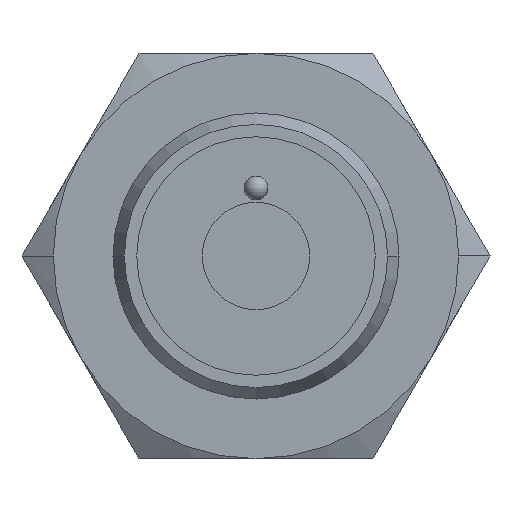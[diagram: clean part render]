
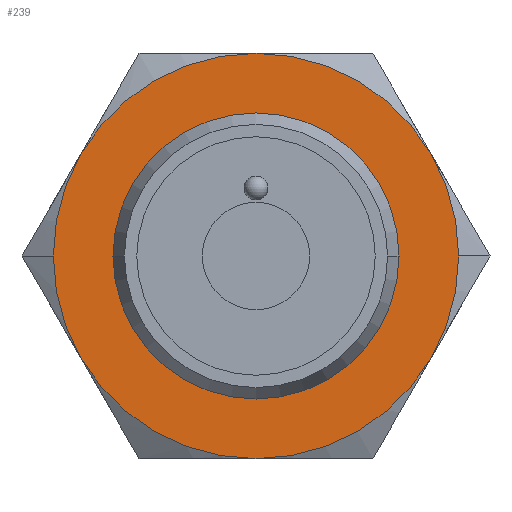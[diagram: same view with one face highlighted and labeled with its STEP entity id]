
A CAD part, front view. The second image highlights one B-rep face of the part: STEP entity #239.
In plain terms, the highlighted planar face has unit normal (0, -1, 0).
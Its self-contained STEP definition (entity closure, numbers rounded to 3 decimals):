
#239=ADVANCED_FACE('',(#389,#390),#391,.T.);
#389=FACE_OUTER_BOUND('',#546,.T.);
#390=FACE_BOUND('',#547,.T.);
#391=PLANE('',#548);
#546=EDGE_LOOP('',(#1031,#1032,#1033,#1034,#1035,#1036,#1037,#1038));
#547=EDGE_LOOP('',(#1039,#1040));
#548=AXIS2_PLACEMENT_3D('',#1041,#1042,#1043);
#1031=ORIENTED_EDGE('',*,*,#1227,.F.);
#1032=ORIENTED_EDGE('',*,*,#1213,.F.);
#1033=ORIENTED_EDGE('',*,*,#1216,.F.);
#1034=ORIENTED_EDGE('',*,*,#1218,.F.);
#1035=ORIENTED_EDGE('',*,*,#1211,.F.);
#1036=ORIENTED_EDGE('',*,*,#1222,.F.);
#1037=ORIENTED_EDGE('',*,*,#1225,.F.);
#1038=ORIENTED_EDGE('',*,*,#1207,.F.);
#1039=ORIENTED_EDGE('',*,*,#1247,.T.);
#1040=ORIENTED_EDGE('',*,*,#1191,.T.);
#1041=CARTESIAN_POINT('',(7.25,-8.0,0.0));
#1042=DIRECTION('',(0.0,-1.0,0.0));
#1043=DIRECTION('',(-1.0,0.0,0.0));
#1191=EDGE_CURVE('',#1403,#1400,#1404,.T.);
#1207=EDGE_CURVE('',#1430,#1433,#1434,.T.);
#1211=EDGE_CURVE('',#1439,#1437,#1441,.T.);
#1213=EDGE_CURVE('',#1443,#1445,#1446,.T.);
#1216=EDGE_CURVE('',#1449,#1443,#1451,.T.);
#1218=EDGE_CURVE('',#1437,#1449,#1453,.T.);
#1222=EDGE_CURVE('',#1457,#1439,#1459,.T.);
#1225=EDGE_CURVE('',#1433,#1457,#1463,.T.);
#1227=EDGE_CURVE('',#1445,#1430,#1465,.T.);
#1247=EDGE_CURVE('',#1400,#1403,#1493,.T.);
#1400=VERTEX_POINT('',#1936);
#1403=VERTEX_POINT('',#1940);
#1404=CIRCLE('',#1941,6.0);
#1430=VERTEX_POINT('',#1996);
#1433=VERTEX_POINT('',#2000);
#1434=CIRCLE('',#2001,8.5);
#1437=VERTEX_POINT('',#2015);
#1439=VERTEX_POINT('',#2018);
#1441=CIRCLE('',#2031,8.5);
#1443=VERTEX_POINT('',#2033);
#1445=VERTEX_POINT('',#2046);
#1446=CIRCLE('',#2047,8.5);
#1449=VERTEX_POINT('',#2061);
#1451=CIRCLE('',#2074,8.5);
#1453=CIRCLE('',#2087,8.5);
#1457=VERTEX_POINT('',#2113);
#1459=CIRCLE('',#2126,8.5);
#1463=CIRCLE('',#2152,8.5);
#1465=CIRCLE('',#2165,8.5);
#1493=CIRCLE('',#2303,6.0);
#1936=CARTESIAN_POINT('',(6.0,-8.0,0.0));
#1940=CARTESIAN_POINT('',(-6.0,-8.0,0.));
#1941=AXIS2_PLACEMENT_3D('',#2469,#2470,#2471);
#1996=CARTESIAN_POINT('',(8.5,-8.0,0.));
#2000=CARTESIAN_POINT('',(7.361,-8.0,-4.25));
#2001=AXIS2_PLACEMENT_3D('',#2495,#2496,#2497);
#2015=CARTESIAN_POINT('',(-8.5,-8.0,0.));
#2018=CARTESIAN_POINT('',(-7.361,-8.0,-4.25));
#2031=AXIS2_PLACEMENT_3D('',#2499,#2500,#2501);
#2033=CARTESIAN_POINT('',(0.,-8.0,8.5));
#2046=CARTESIAN_POINT('',(7.361,-8.0,4.25));
#2047=AXIS2_PLACEMENT_3D('',#2502,#2503,#2504);
#2061=CARTESIAN_POINT('',(-7.361,-8.0,4.25));
#2074=AXIS2_PLACEMENT_3D('',#2505,#2506,#2507);
#2087=AXIS2_PLACEMENT_3D('',#2508,#2509,#2510);
#2113=CARTESIAN_POINT('',(0.0,-8.0,-8.5));
#2126=AXIS2_PLACEMENT_3D('',#2511,#2512,#2513);
#2152=AXIS2_PLACEMENT_3D('',#2514,#2515,#2516);
#2165=AXIS2_PLACEMENT_3D('',#2517,#2518,#2519);
#2303=AXIS2_PLACEMENT_3D('',#2547,#2548,#2549);
#2469=CARTESIAN_POINT('',(0.0,-8.0,0.0));
#2470=DIRECTION('',(0.0,1.0,0.0));
#2471=DIRECTION('',(1.0,0.0,0.0));
#2495=CARTESIAN_POINT('',(0.0,-8.0,0.0));
#2496=DIRECTION('',(0.0,1.0,0.0));
#2497=DIRECTION('',(1.0,0.0,0.0));
#2499=CARTESIAN_POINT('',(0.0,-8.0,0.0));
#2500=DIRECTION('',(0.0,1.0,0.0));
#2501=DIRECTION('',(1.0,0.0,0.0));
#2502=CARTESIAN_POINT('',(0.0,-8.0,0.0));
#2503=DIRECTION('',(0.0,1.0,0.0));
#2504=DIRECTION('',(1.0,0.0,0.0));
#2505=CARTESIAN_POINT('',(0.0,-8.0,0.0));
#2506=DIRECTION('',(0.0,1.0,0.0));
#2507=DIRECTION('',(1.0,0.0,0.0));
#2508=CARTESIAN_POINT('',(0.0,-8.0,0.0));
#2509=DIRECTION('',(0.0,1.0,0.0));
#2510=DIRECTION('',(1.0,0.0,0.0));
#2511=CARTESIAN_POINT('',(0.0,-8.0,0.0));
#2512=DIRECTION('',(0.0,1.0,0.0));
#2513=DIRECTION('',(1.0,0.0,0.0));
#2514=CARTESIAN_POINT('',(0.0,-8.0,0.0));
#2515=DIRECTION('',(0.0,1.0,0.0));
#2516=DIRECTION('',(1.0,0.0,0.0));
#2517=CARTESIAN_POINT('',(0.0,-8.0,0.0));
#2518=DIRECTION('',(0.0,1.0,0.0));
#2519=DIRECTION('',(1.0,0.0,0.0));
#2547=CARTESIAN_POINT('',(0.0,-8.0,0.0));
#2548=DIRECTION('',(0.0,1.0,0.0));
#2549=DIRECTION('',(1.0,0.0,0.0));
